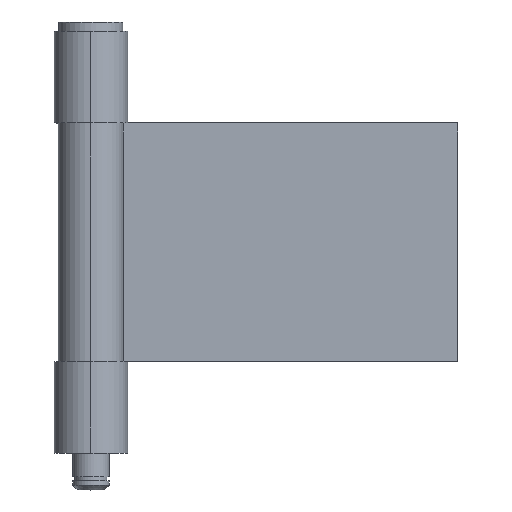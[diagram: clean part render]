
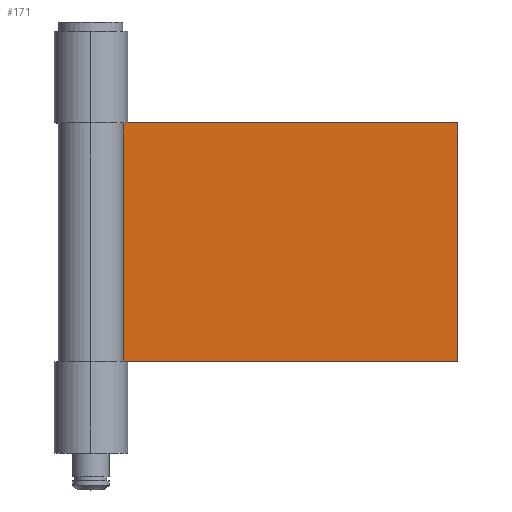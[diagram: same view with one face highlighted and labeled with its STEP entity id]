
A CAD part, top view. The second image highlights one B-rep face of the part: STEP entity #171.
In plain terms, the highlighted planar face has unit normal (0, 0, 1).
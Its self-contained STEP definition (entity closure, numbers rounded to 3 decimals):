
#93 = EDGE_CURVE ( 'NONE', #642, #1103, #824, .T. ) ;
#104 = CARTESIAN_POINT ( 'NONE',  ( 80., 52., 0. ) ) ;
#106 = VERTEX_POINT ( 'NONE', #432 ) ;
#117 = LINE ( 'NONE', #920, #1253 ) ;
#134 = EDGE_CURVE ( 'NONE', #1103, #650, #703, .T. ) ;
#171 = ADVANCED_FACE ( 'NONE', ( #621 ), #1228, .F. ) ;
#207 = VECTOR ( 'NONE', #226, 1000. ) ;
#212 = EDGE_CURVE ( 'NONE', #642, #106, #117, .T. ) ;
#226 = DIRECTION ( 'NONE',  ( 1., 0., 0. ) ) ;
#264 = ORIENTED_EDGE ( 'NONE', *, *, #93, .T. ) ;
#307 = CARTESIAN_POINT ( 'NONE',  ( 80., 0., 0. ) ) ;
#334 = DIRECTION ( 'NONE',  ( 0., 0., -1. ) ) ;
#432 = CARTESIAN_POINT ( 'NONE',  ( 80., 52., 0. ) ) ;
#473 = CARTESIAN_POINT ( 'NONE',  ( 7.1, 0., 0. ) ) ;
#484 = CARTESIAN_POINT ( 'NONE',  ( 7.1, 52., 0. ) ) ;
#510 = DIRECTION ( 'NONE',  ( 1., 0., 0. ) ) ;
#574 = LINE ( 'NONE', #683, #1088 ) ;
#582 = ORIENTED_EDGE ( 'NONE', *, *, #134, .T. ) ;
#597 = CARTESIAN_POINT ( 'NONE',  ( 7.1, 52., 0. ) ) ;
#600 = EDGE_LOOP ( 'NONE', ( #582, #1127, #637, #264 ) ) ;
#621 = FACE_OUTER_BOUND ( 'NONE', #600, .T. ) ;
#637 = ORIENTED_EDGE ( 'NONE', *, *, #212, .F. ) ;
#642 = VERTEX_POINT ( 'NONE', #484 ) ;
#650 = VERTEX_POINT ( 'NONE', #780 ) ;
#683 = CARTESIAN_POINT ( 'NONE',  ( 80., 52., 0. ) ) ;
#703 = LINE ( 'NONE', #307, #207 ) ;
#780 = CARTESIAN_POINT ( 'NONE',  ( 80., 0., 0. ) ) ;
#824 = LINE ( 'NONE', #597, #1235 ) ;
#852 = AXIS2_PLACEMENT_3D ( 'NONE', #104, #334, #1117 ) ;
#920 = CARTESIAN_POINT ( 'NONE',  ( 80., 52., 0. ) ) ;
#998 = DIRECTION ( 'NONE',  ( 0., -1., 0. ) ) ;
#1088 = VECTOR ( 'NONE', #1197, 1000. ) ;
#1103 = VERTEX_POINT ( 'NONE', #473 ) ;
#1117 = DIRECTION ( 'NONE',  ( -1., 0., 0. ) ) ;
#1127 = ORIENTED_EDGE ( 'NONE', *, *, #1178, .F. ) ;
#1178 = EDGE_CURVE ( 'NONE', #106, #650, #574, .T. ) ;
#1197 = DIRECTION ( 'NONE',  ( 0., -1., 0. ) ) ;
#1228 = PLANE ( 'NONE',  #852 ) ;
#1235 = VECTOR ( 'NONE', #998, 1000. ) ;
#1253 = VECTOR ( 'NONE', #510, 1000. ) ;
